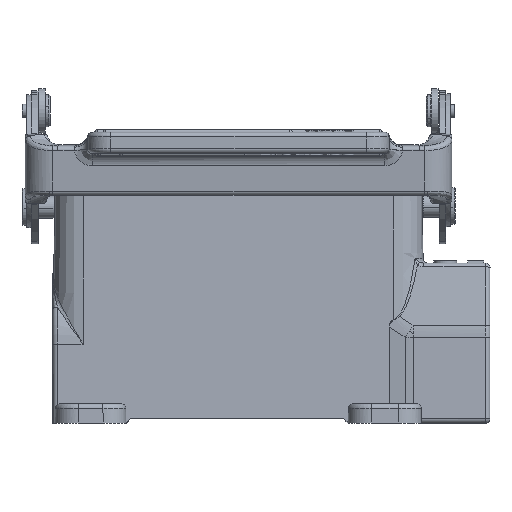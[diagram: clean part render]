
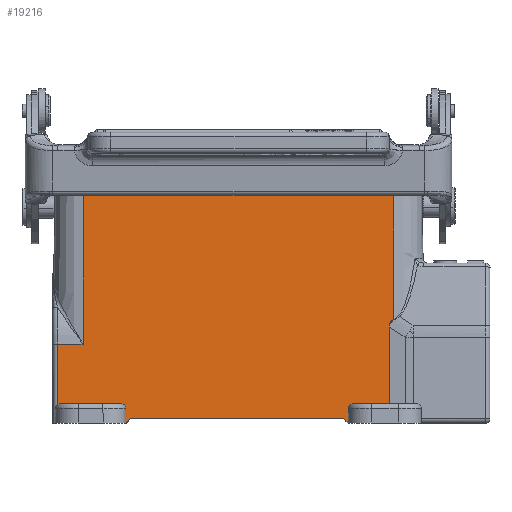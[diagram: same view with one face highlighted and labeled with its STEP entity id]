
A CAD part, top view. The second image highlights one B-rep face of the part: STEP entity #19216.
In plain terms, the highlighted planar face has unit normal (0, 0.018, 1).
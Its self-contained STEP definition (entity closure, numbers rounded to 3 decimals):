
#808=DIRECTION('',(-0.707,0.707,-0.012));
#809=VECTOR('',#808,1.414);
#810=CARTESIAN_POINT('',(24.,-58.5,15.745));
#811=LINE('',#810,#809);
#812=DIRECTION('',(-1.,0.,0.));
#813=VECTOR('',#812,46.6);
#814=CARTESIAN_POINT('',(23.,-57.5,15.727));
#815=LINE('',#814,#813);
#816=DIRECTION('',(-0.707,-0.707,0.012));
#817=VECTOR('',#816,1.414);
#818=CARTESIAN_POINT('',(-23.6,-57.5,15.727));
#819=LINE('',#818,#817);
#840=DIRECTION('',(0.,1.,-0.017));
#841=VECTOR('',#840,33.824);
#842=CARTESIAN_POINT('',(34.,-35.81,15.349));
#843=LINE('',#842,#841);
#2500=DIRECTION('',(-1.,0.,0.));
#2501=VECTOR('',#2500,68.);
#2502=CARTESIAN_POINT('',(34.,-1.991,14.759));
#2503=LINE('',#2502,#2501);
#2688=DIRECTION('',(0.,-1.,0.017));
#2689=VECTOR('',#2688,39.245);
#2690=CARTESIAN_POINT('',(-34.,-1.991,
14.759));
#2691=LINE('',#2690,#2689);
#2722=DIRECTION('',(-1.,0.,0.));
#2723=VECTOR('',#2722,5.6);
#2724=CARTESIAN_POINT('',(-34.,-41.23,
15.443));
#2725=LINE('',#2724,#2723);
#2811=DIRECTION('',(0.,-1.,0.017));
#2812=VECTOR('',#2811,13.24);
#2813=CARTESIAN_POINT('',(-39.6,-41.23,15.443));
#2814=LINE('',#2813,#2812);
#2833=CARTESIAN_POINT('',(-39.6,-54.469,15.675));
#2834=CARTESIAN_POINT('',(-39.432,-54.356,
15.673));
#2835=CARTESIAN_POINT('',(-39.246,-54.3,
15.672));
#2836=CARTESIAN_POINT('',(-39.044,-54.3,
15.672));
#2874=CARTESIAN_POINT('',(-25.656,-54.3,
15.672));
#2875=CARTESIAN_POINT('',(-25.549,-54.3,
15.672));
#2876=CARTESIAN_POINT('',(-25.347,-54.332,
15.672));
#2877=CARTESIAN_POINT('',(-25.064,-54.474,
15.675));
#2878=CARTESIAN_POINT('',(-24.84,-54.694,
15.678));
#2879=CARTESIAN_POINT('',(-24.694,-54.974,
15.683));
#2880=CARTESIAN_POINT('',(-24.658,-55.176,
15.687));
#2881=CARTESIAN_POINT('',(-24.656,-55.283,
15.689));
#2897=DIRECTION('',(1.,0.,0.));
#2898=VECTOR('',#2897,13.388);
#2899=CARTESIAN_POINT('',(-39.044,-54.3,
15.672));
#2900=LINE('',#2899,#2898);
#3036=DIRECTION('',(0.017,-1.,0.017));
#3037=VECTOR('',#3036,3.218);
#3038=CARTESIAN_POINT('',(-24.656,-55.283,
15.689));
#3039=LINE('',#3038,#3037);
#13455=DIRECTION('',(0.017,1.,-0.017));
#13456=VECTOR('',#13455,3.218);
#13457=CARTESIAN_POINT('',(24.,-58.5,
15.745));
#13458=LINE('',#13457,#13456);
#13525=CARTESIAN_POINT('',(24.056,-55.283,
15.689));
#13526=CARTESIAN_POINT('',(24.058,-55.176,
15.687));
#13527=CARTESIAN_POINT('',(24.094,-54.974,
15.683));
#13528=CARTESIAN_POINT('',(24.24,-54.694,
15.678));
#13529=CARTESIAN_POINT('',(24.464,-54.474,
15.675));
#13530=CARTESIAN_POINT('',(24.747,-54.332,
15.672));
#13531=CARTESIAN_POINT('',(24.949,-54.3,
15.672));
#13532=CARTESIAN_POINT('',(25.056,-54.3,
15.672));
#13538=DIRECTION('',(1.,0.,0.));
#13539=VECTOR('',#13538,7.885);
#13540=CARTESIAN_POINT('',(25.056,-54.3,
15.672));
#13541=LINE('',#13540,#13539);
#13584=DIRECTION('',(0.,1.,-0.017));
#13585=VECTOR('',#13584,16.807);
#13586=CARTESIAN_POINT('',(32.941,-54.3,
15.672));
#13587=LINE('',#13586,#13585);
#13601=CARTESIAN_POINT('',(32.941,-37.496,
15.378));
#13602=CARTESIAN_POINT('',(32.941,-37.392,
15.377));
#13603=CARTESIAN_POINT('',(32.953,-37.195,
15.373));
#13604=CARTESIAN_POINT('',(33.005,-36.928,
15.368));
#13605=CARTESIAN_POINT('',(33.089,-36.687,
15.364));
#13606=CARTESIAN_POINT('',(33.203,-36.471,
15.36));
#13607=CARTESIAN_POINT('',(33.348,-36.276,
15.357));
#13608=CARTESIAN_POINT('',(33.526,-36.1,
15.354));
#13609=CARTESIAN_POINT('',(33.74,-35.944,
15.351));
#13610=CARTESIAN_POINT('',(33.909,-35.852,
15.35));
#13611=CARTESIAN_POINT('',(34.,-35.81,
15.349));
#15529=CARTESIAN_POINT('',(23.,-57.5,
15.727));
#15530=VERTEX_POINT('',#15529);
#15531=CARTESIAN_POINT('',(24.,-58.5,
15.745));
#15532=VERTEX_POINT('',#15531);
#15533=CARTESIAN_POINT('',(-23.6,-57.5,
15.727));
#15534=VERTEX_POINT('',#15533);
#15544=CARTESIAN_POINT('',(34.,-35.81,
15.349));
#15545=CARTESIAN_POINT('',(34.,-1.991,
14.759));
#15546=VERTEX_POINT('',#15544);
#15547=VERTEX_POINT('',#15545);
#15548=VERTEX_POINT('',#13601);
#15549=CARTESIAN_POINT('',(32.941,-54.3,
15.672));
#15550=VERTEX_POINT('',#15549);
#15551=CARTESIAN_POINT('',(25.056,-54.3,
15.672));
#15552=VERTEX_POINT('',#15551);
#15553=VERTEX_POINT('',#13525);
#15554=CARTESIAN_POINT('',(-24.6,-58.5,
15.745));
#15555=VERTEX_POINT('',#15554);
#15556=CARTESIAN_POINT('',(-24.656,-55.283,
15.689));
#15557=VERTEX_POINT('',#15556);
#15558=VERTEX_POINT('',#2874);
#15559=CARTESIAN_POINT('',(-39.044,-54.3,
15.672));
#15560=VERTEX_POINT('',#15559);
#15561=VERTEX_POINT('',#2833);
#15562=CARTESIAN_POINT('',(-39.6,-41.23,15.443));
#15563=VERTEX_POINT('',#15562);
#15564=CARTESIAN_POINT('',(-34.,-41.23,
15.443));
#15565=VERTEX_POINT('',#15564);
#15566=CARTESIAN_POINT('',(-34.,-1.991,
14.759));
#15567=VERTEX_POINT('',#15566);
#19177=CARTESIAN_POINT('',(-2.8,-30.246,
15.252));
#19178=DIRECTION('',(0.,0.017,1.));
#19179=DIRECTION('',(0.,-1.,0.017));
#19180=AXIS2_PLACEMENT_3D('',#19177,#19178,#19179);
#19181=PLANE('',#19180);
#19183=ORIENTED_EDGE('',*,*,#19182,.F.);
#19185=ORIENTED_EDGE('',*,*,#19184,.F.);
#19187=ORIENTED_EDGE('',*,*,#19186,.F.);
#19189=ORIENTED_EDGE('',*,*,#19188,.F.);
#19191=ORIENTED_EDGE('',*,*,#19190,.F.);
#19193=ORIENTED_EDGE('',*,*,#19192,.F.);
#19194=ORIENTED_EDGE('',*,*,#19143,.T.);
#19195=ORIENTED_EDGE('',*,*,#19156,.T.);
#19197=ORIENTED_EDGE('',*,*,#19196,.T.);
#19199=ORIENTED_EDGE('',*,*,#19198,.F.);
#19201=ORIENTED_EDGE('',*,*,#19200,.F.);
#19203=ORIENTED_EDGE('',*,*,#19202,.F.);
#19205=ORIENTED_EDGE('',*,*,#19204,.F.);
#19207=ORIENTED_EDGE('',*,*,#19206,.F.);
#19209=ORIENTED_EDGE('',*,*,#19208,.F.);
#19211=ORIENTED_EDGE('',*,*,#19210,.F.);
#19213=ORIENTED_EDGE('',*,*,#19212,.F.);
#19214=EDGE_LOOP('',(#19183,#19185,#19187,#19189,#19191,#19193,#19194,#19195,
#19197,#19199,#19201,#19203,#19205,#19207,#19209,#19211,#19213));
#19215=FACE_OUTER_BOUND('',#19214,.F.);
#19216=ADVANCED_FACE('',(#19215),#19181,.T.);
#2837=B_SPLINE_CURVE_WITH_KNOTS('',3,(#2833,#2834,#2835,#2836),.UNSPECIFIED.,
.F.,.F.,(4,4),(0.,1.),.UNSPECIFIED.);
#2882=B_SPLINE_CURVE_WITH_KNOTS('',3,(#2874,#2875,#2876,#2877,#2878,#2879,#2880,
#2881),.UNSPECIFIED.,.F.,.F.,(4,1,1,1,1,4),(0.,0.2,0.4,0.6,0.8,1.),
.UNSPECIFIED.);
#13533=B_SPLINE_CURVE_WITH_KNOTS('',3,(#13525,#13526,#13527,#13528,#13529,
#13530,#13531,#13532),.UNSPECIFIED.,.F.,.F.,(4,1,1,1,1,4),(0.,0.2,0.4,
0.6,0.8,1.),.UNSPECIFIED.);
#13612=B_SPLINE_CURVE_WITH_KNOTS('',3,(#13601,#13602,#13603,#13604,#13605,
#13606,#13607,#13608,#13609,#13610,#13611),.UNSPECIFIED.,.F.,.F.,(4,1,1,1,1,1,1,
1,4),(0.,0.125,0.25,0.375,0.5,0.625,0.75,0.875,1.),
.UNSPECIFIED.);
#19143=EDGE_CURVE('',#15532,#15530,#811,.T.);
#19156=EDGE_CURVE('',#15530,#15534,#815,.T.);
#19182=EDGE_CURVE('',#15546,#15547,#843,.T.);
#19184=EDGE_CURVE('',#15548,#15546,#13612,.T.);
#19186=EDGE_CURVE('',#15550,#15548,#13587,.T.);
#19188=EDGE_CURVE('',#15552,#15550,#13541,.T.);
#19190=EDGE_CURVE('',#15553,#15552,#13533,.T.);
#19192=EDGE_CURVE('',#15532,#15553,#13458,.T.);
#19196=EDGE_CURVE('',#15534,#15555,#819,.T.);
#19198=EDGE_CURVE('',#15557,#15555,#3039,.T.);
#19200=EDGE_CURVE('',#15558,#15557,#2882,.T.);
#19202=EDGE_CURVE('',#15560,#15558,#2900,.T.);
#19204=EDGE_CURVE('',#15561,#15560,#2837,.T.);
#19206=EDGE_CURVE('',#15563,#15561,#2814,.T.);
#19208=EDGE_CURVE('',#15565,#15563,#2725,.T.);
#19210=EDGE_CURVE('',#15567,#15565,#2691,.T.);
#19212=EDGE_CURVE('',#15547,#15567,#2503,.T.);
